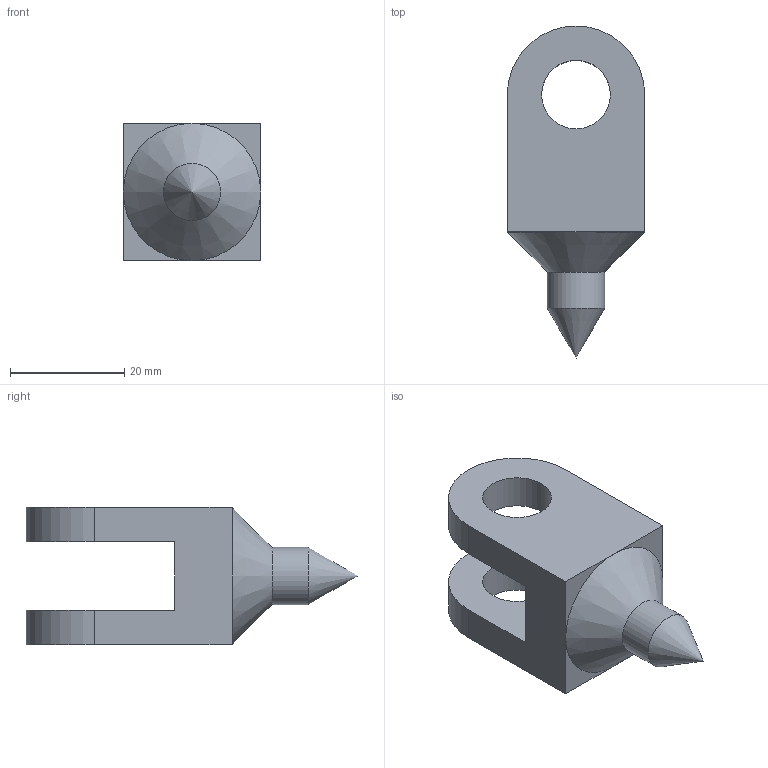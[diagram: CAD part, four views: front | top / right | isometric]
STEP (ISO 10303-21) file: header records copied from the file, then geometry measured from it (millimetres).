
FILE_DESCRIPTION(/* description */ (''),/* implementation_level */ '2;1');
FILE_NAME(/* name */ 'rams7 v1.step',/* time_stamp */ '2022-07-14T23:07:49+05:30',/* author */ (''),/* organization */ (''),/* preprocessor_version */ 'ST-DEVELOPER v19',/* originating_system */ 'Autodesk Translation Framework v11.7.0.108',/* authorisation */ '');
FILE_SCHEMA (('AUTOMOTIVE_DESIGN { 1 0 10303 214 3 1 1 }'));
Length unit declared in the file: millimetre
Products named in the file (1): rams7
Bounding box: 24 x 58 x 24 mm (x, y, z)
Volume: 13552.5 mm3; surface area: 5293.7 mm2
Topology: 1 solids, 1 shells, 18 faces, 44 edges, 27 vertices
Faces by surface type: plane 11, cylinder 5, cone 2
Full cylindrical faces by diameter (mm): 10 x1, 12 x2
Entity records: 562 total; most frequent: DIRECTION 95, CARTESIAN_POINT 89, ORIENTED_EDGE 86, EDGE_CURVE 43, AXIS2_PLACEMENT_3D 33, LINE 29, VECTOR 29, VERTEX_POINT 27
